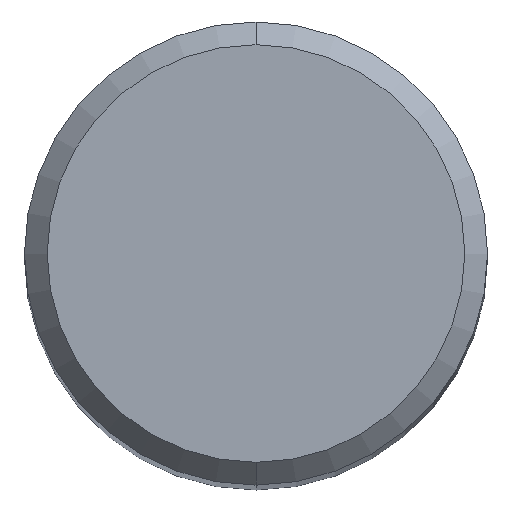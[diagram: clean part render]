
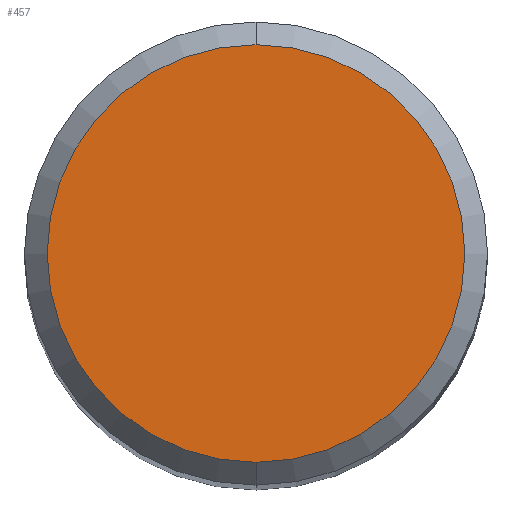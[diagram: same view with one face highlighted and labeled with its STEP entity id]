
A CAD part, top view. The second image highlights one B-rep face of the part: STEP entity #457.
In plain terms, the highlighted planar face has unit normal (0, 0, 1).
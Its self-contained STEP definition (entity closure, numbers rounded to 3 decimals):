
#237=EDGE_CURVE('',#269,#401,#626,.T.);
#261=EDGE_CURVE('',#401,#269,#653,.T.);
#269=VERTEX_POINT('',#662);
#401=VERTEX_POINT('',#805);
#457=ADVANCED_FACE('',(#869),#870,.T.);
#626=CIRCLE('',#1054,3.642);
#653=CIRCLE('',#1097,3.642);
#662=CARTESIAN_POINT('',(0.0,3.642,0.0));
#805=CARTESIAN_POINT('',(0.,-3.642,0.0));
#869=FACE_OUTER_BOUND('',#1504,.T.);
#870=PLANE('',#1505);
#1054=AXIS2_PLACEMENT_3D('',#1801,#1802,#1803);
#1097=AXIS2_PLACEMENT_3D('',#1835,#1836,#1837);
#1504=EDGE_LOOP('',(#2096,#2097));
#1505=AXIS2_PLACEMENT_3D('',#2098,#2099,#2100);
#1801=CARTESIAN_POINT('',(0.0,0.0,0.0));
#1802=DIRECTION('',(0.0,0.0,-1.0));
#1803=DIRECTION('',(0.0,1.0,0.0));
#1835=CARTESIAN_POINT('',(0.0,0.0,0.0));
#1836=DIRECTION('',(0.0,0.0,-1.0));
#1837=DIRECTION('',(0.0,1.0,0.0));
#2096=ORIENTED_EDGE('',*,*,#237,.F.);
#2097=ORIENTED_EDGE('',*,*,#261,.F.);
#2098=CARTESIAN_POINT('',(0.0,1.821,0.0));
#2099=DIRECTION('',(-0.0,0.0,1.0));
#2100=DIRECTION('',(0.0,-1.0,0.0));
